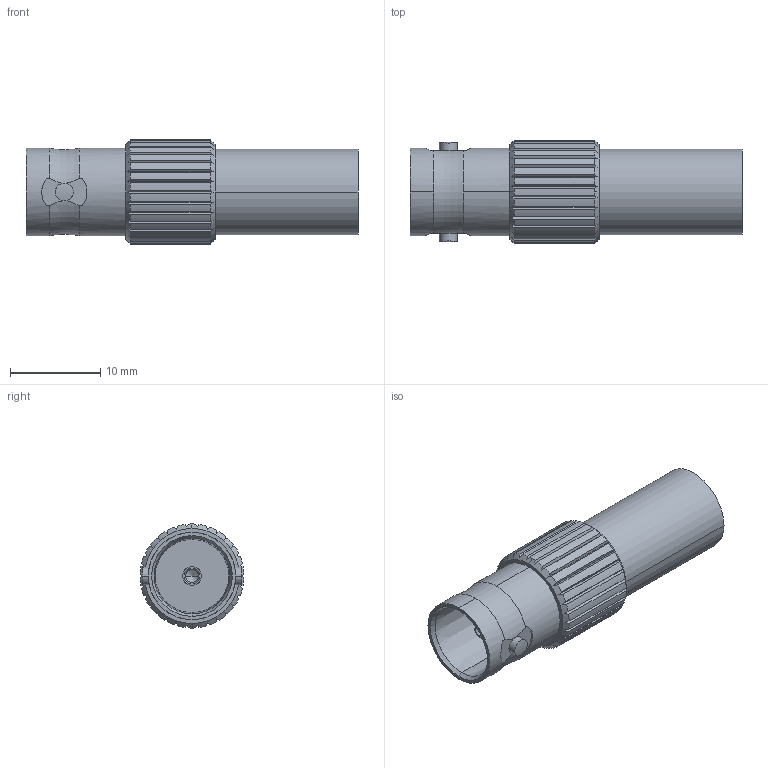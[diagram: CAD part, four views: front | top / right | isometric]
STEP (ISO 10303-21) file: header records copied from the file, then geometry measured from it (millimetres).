
FILE_DESCRIPTION((''),'2;1');
FILE_NAME('31-70539-12G_SW0001','2018-03-26T',('Lokesh'),(''),'CREO PARAMETRIC BY PTC INC, 2017020','CREO PARAMETRIC BY PTC INC, 2017020','');
FILE_SCHEMA(('CONFIG_CONTROL_DESIGN'));
Length unit declared in the file: inch
Products named in the file (1): 31-70539-12G_SW0001
Bounding box: 36.7 x 11.49 x 11.5 mm (x, y, z)
Volume: 1956.4 mm3; surface area: 2072.7 mm2
Topology: 1 solids, 1 shells, 164 faces, 460 edges, 303 vertices
Faces by surface type: plane 88, cylinder 56, cone 18, torus 2
Entity records: 5880 total; most frequent: CARTESIAN_POINT 1769, ORIENTED_EDGE 916, DIRECTION 784, EDGE_CURVE 458, AXIS2_PLACEMENT_3D 310, VERTEX_POINT 303, EDGE_LOOP 171, VECTOR 164
